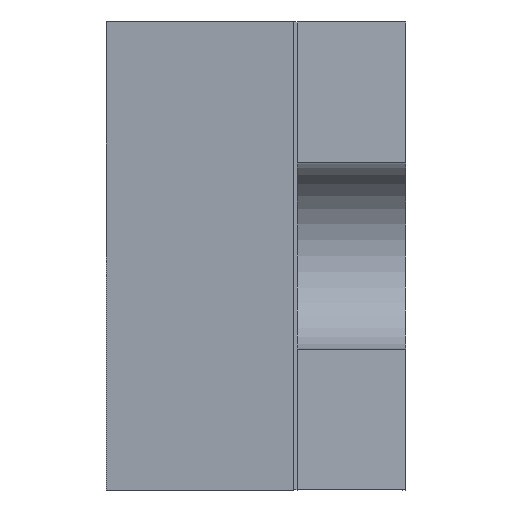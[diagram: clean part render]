
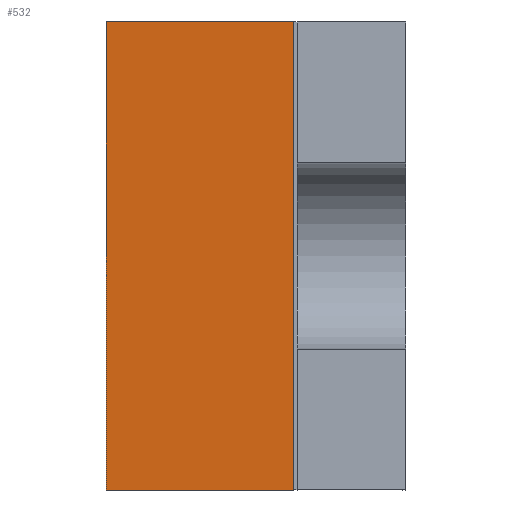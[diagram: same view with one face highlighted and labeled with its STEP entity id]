
A CAD part, left-side view. The second image highlights one B-rep face of the part: STEP entity #532.
In plain terms, the highlighted planar face has unit normal (-0.996, 0.09, 0).
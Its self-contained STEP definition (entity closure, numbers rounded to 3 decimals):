
#29 = VECTOR ( 'NONE', #599, 1000. ) ;
#41 = LINE ( 'NONE', #368, #865 ) ;
#88 = VERTEX_POINT ( 'NONE', #842 ) ;
#89 = ORIENTED_EDGE ( 'NONE', *, *, #1145, .T. ) ;
#191 = DIRECTION ( 'NONE',  ( 0., 0., -1. ) ) ;
#235 = ORIENTED_EDGE ( 'NONE', *, *, #309, .F. ) ;
#263 = CARTESIAN_POINT ( 'NONE',  ( -0.605, 0.5, 0.625 ) ) ;
#299 = PLANE ( 'NONE',  #991 ) ;
#309 = EDGE_CURVE ( 'NONE', #1027, #1208, #41, .T. ) ;
#368 = CARTESIAN_POINT ( 'NONE',  ( -0.605, 0.5, 0.625 ) ) ;
#369 = ORIENTED_EDGE ( 'NONE', *, *, #815, .F. ) ;
#398 = EDGE_LOOP ( 'NONE', ( #369, #89, #806, #235 ) ) ;
#532 = ADVANCED_FACE ( 'NONE', ( #1206 ), #299, .T. ) ;
#533 = CARTESIAN_POINT ( 'NONE',  ( -0.605, 0.5, -0.625 ) ) ;
#599 = DIRECTION ( 'NONE',  ( 0.09, 0.996, 0. ) ) ;
#605 = CARTESIAN_POINT ( 'NONE',  ( -0.605, 0.5, -0.625 ) ) ;
#653 = CARTESIAN_POINT ( 'NONE',  ( -0.65, 0., 0.625 ) ) ;
#663 = DIRECTION ( 'NONE',  ( 0., 0., 1. ) ) ;
#683 = VECTOR ( 'NONE', #964, 1000. ) ;
#703 = LINE ( 'NONE', #605, #29 ) ;
#704 = CARTESIAN_POINT ( 'NONE',  ( -0.605, 0.5, 0. ) ) ;
#731 = EDGE_CURVE ( 'NONE', #1208, #1001, #881, .T. ) ;
#751 = VECTOR ( 'NONE', #973, 1000. ) ;
#806 = ORIENTED_EDGE ( 'NONE', *, *, #731, .F. ) ;
#815 = EDGE_CURVE ( 'NONE', #88, #1027, #703, .T. ) ;
#842 = CARTESIAN_POINT ( 'NONE',  ( -0.65, 0., -0.625 ) ) ;
#862 = CARTESIAN_POINT ( 'NONE',  ( -0.65, 0., -0.625 ) ) ;
#865 = VECTOR ( 'NONE', #663, 1000. ) ;
#881 = LINE ( 'NONE', #1278, #751 ) ;
#964 = DIRECTION ( 'NONE',  ( 0., 0., 1. ) ) ;
#973 = DIRECTION ( 'NONE',  ( -0.09, -0.996, 0. ) ) ;
#991 = AXIS2_PLACEMENT_3D ( 'NONE', #704, #1115, #191 ) ;
#1001 = VERTEX_POINT ( 'NONE', #653 ) ;
#1027 = VERTEX_POINT ( 'NONE', #533 ) ;
#1115 = DIRECTION ( 'NONE',  ( -0.996, 0.09, 0. ) ) ;
#1145 = EDGE_CURVE ( 'NONE', #88, #1001, #1172, .T. ) ;
#1172 = LINE ( 'NONE', #862, #683 ) ;
#1206 = FACE_OUTER_BOUND ( 'NONE', #398, .T. ) ;
#1208 = VERTEX_POINT ( 'NONE', #263 ) ;
#1278 = CARTESIAN_POINT ( 'NONE',  ( -0.605, 0.5, 0.625 ) ) ;
